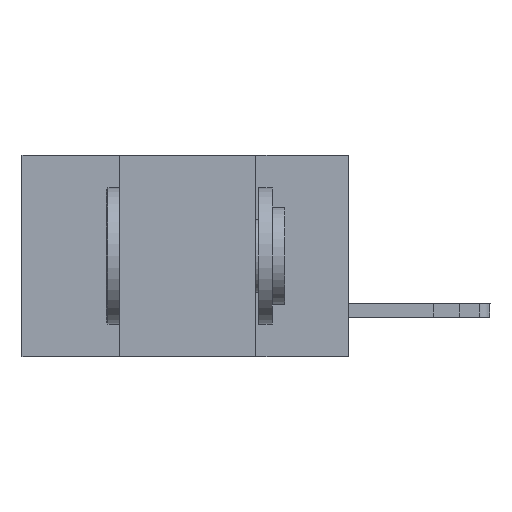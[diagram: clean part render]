
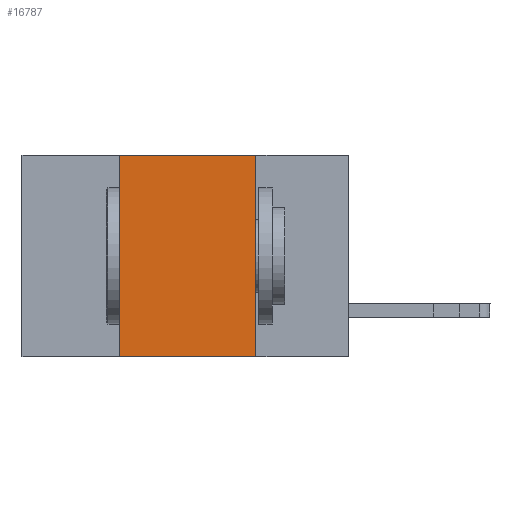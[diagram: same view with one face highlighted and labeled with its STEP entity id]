
A CAD part, left-side view. The second image highlights one B-rep face of the part: STEP entity #16787.
In plain terms, the highlighted planar face has unit normal (-1, 0, 0).
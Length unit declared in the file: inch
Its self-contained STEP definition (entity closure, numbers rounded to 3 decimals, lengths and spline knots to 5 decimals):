
#220 = DIRECTION ( 'NONE',  ( 0., -1., 0. ) ) ;
#1043 = VECTOR ( 'NONE', #19524, 39.37008 ) ;
#1546 = VECTOR ( 'NONE', #220, 39.37008 ) ;
#1654 = DIRECTION ( 'NONE',  ( 0., 0., -1. ) ) ;
#1779 = LINE ( 'NONE', #14598, #1043 ) ;
#2755 = CARTESIAN_POINT ( 'NONE',  ( 0., 0.42, 0. ) ) ;
#3369 = DIRECTION ( 'NONE',  ( 0., 0., -1. ) ) ;
#4405 = EDGE_CURVE ( 'NONE', #7750, #20595, #13738, .T. ) ;
#4881 = LINE ( 'NONE', #9692, #19487 ) ;
#5241 = CARTESIAN_POINT ( 'NONE',  ( 0., 0.42, -0.37 ) ) ;
#6258 = CARTESIAN_POINT ( 'NONE',  ( 0., 0.6, 0. ) ) ;
#6359 = ORIENTED_EDGE ( 'NONE', *, *, #4405, .F. ) ;
#6366 = DIRECTION ( 'NONE',  ( 1., 0., 0. ) ) ;
#7067 = ORIENTED_EDGE ( 'NONE', *, *, #17654, .F. ) ;
#7161 = VERTEX_POINT ( 'NONE', #5241 ) ;
#7750 = VERTEX_POINT ( 'NONE', #2755 ) ;
#7858 = ORIENTED_EDGE ( 'NONE', *, *, #18095, .F. ) ;
#9692 = CARTESIAN_POINT ( 'NONE',  ( 0., 0.17, -0.37 ) ) ;
#10066 = LINE ( 'NONE', #12932, #1546 ) ;
#10479 = EDGE_CURVE ( 'NONE', #7161, #17225, #10066, .T. ) ;
#11934 = AXIS2_PLACEMENT_3D ( 'NONE', #6258, #6366, #3369 ) ;
#12259 = DIRECTION ( 'NONE',  ( 0., -1., 0. ) ) ;
#12932 = CARTESIAN_POINT ( 'NONE',  ( 0., 0.6, -0.37 ) ) ;
#13738 = LINE ( 'NONE', #20255, #18531 ) ;
#14362 = FACE_OUTER_BOUND ( 'NONE', #15400, .T. ) ;
#14598 = CARTESIAN_POINT ( 'NONE',  ( 0., 0.42, -0.37 ) ) ;
#15400 = EDGE_LOOP ( 'NONE', ( #7858, #6359, #7067, #19070 ) ) ;
#16787 = ADVANCED_FACE ( 'NONE', ( #14362 ), #20881, .F. ) ;
#17225 = VERTEX_POINT ( 'NONE', #21072 ) ;
#17654 = EDGE_CURVE ( 'NONE', #7161, #7750, #1779, .T. ) ;
#18095 = EDGE_CURVE ( 'NONE', #20595, #17225, #4881, .T. ) ;
#18531 = VECTOR ( 'NONE', #12259, 39.37008 ) ;
#19070 = ORIENTED_EDGE ( 'NONE', *, *, #10479, .T. ) ;
#19487 = VECTOR ( 'NONE', #1654, 39.37008 ) ;
#19524 = DIRECTION ( 'NONE',  ( 0., 0., 1. ) ) ;
#19663 = CARTESIAN_POINT ( 'NONE',  ( 0., 0.17, 0. ) ) ;
#20255 = CARTESIAN_POINT ( 'NONE',  ( 0., 0.6, 0. ) ) ;
#20595 = VERTEX_POINT ( 'NONE', #19663 ) ;
#20881 = PLANE ( 'NONE',  #11934 ) ;
#21072 = CARTESIAN_POINT ( 'NONE',  ( 0., 0.17, -0.37 ) ) ;
